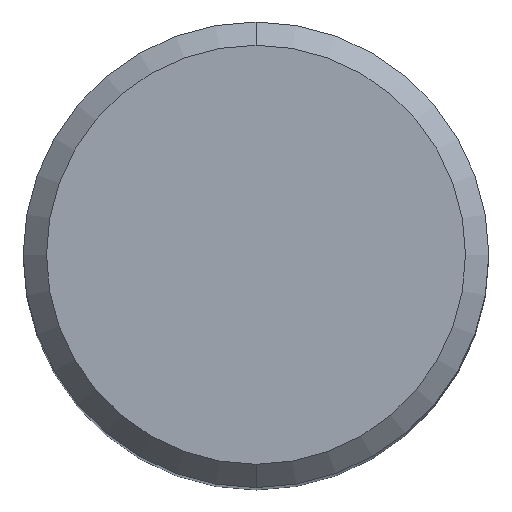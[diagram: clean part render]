
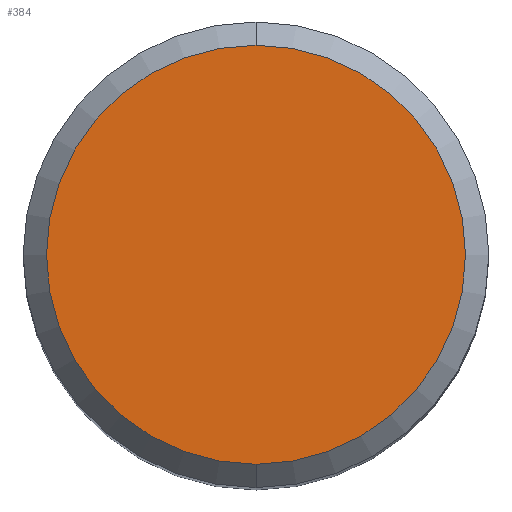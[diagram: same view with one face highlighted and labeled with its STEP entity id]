
A CAD part, top view. The second image highlights one B-rep face of the part: STEP entity #384.
In plain terms, the highlighted planar face has unit normal (0, 0, 1).
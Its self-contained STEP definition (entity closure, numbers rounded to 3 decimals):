
#174=VERTEX_POINT('',#475);
#312=EDGE_CURVE('',#174,#334,#623,.T.);
#334=VERTEX_POINT('',#646);
#342=EDGE_CURVE('',#334,#174,#655,.T.);
#384=ADVANCED_FACE('',(#703),#704,.T.);
#475=CARTESIAN_POINT('',(0.,-7.2,0.0));
#623=CIRCLE('',#1121,7.2);
#646=CARTESIAN_POINT('',(0.0,7.2,0.0));
#655=CIRCLE('',#1214,7.2);
#703=FACE_OUTER_BOUND('',#1296,.T.);
#704=PLANE('',#1297);
#1121=AXIS2_PLACEMENT_3D('',#1618,#1619,#1620);
#1214=AXIS2_PLACEMENT_3D('',#1652,#1653,#1654);
#1296=EDGE_LOOP('',(#1712,#1713));
#1297=AXIS2_PLACEMENT_3D('',#1714,#1715,#1716);
#1618=CARTESIAN_POINT('',(0.0,0.0,0.0));
#1619=DIRECTION('',(0.0,0.0,-1.0));
#1620=DIRECTION('',(0.0,1.0,0.0));
#1652=CARTESIAN_POINT('',(0.0,0.0,0.0));
#1653=DIRECTION('',(0.0,0.0,-1.0));
#1654=DIRECTION('',(0.0,1.0,0.0));
#1712=ORIENTED_EDGE('',*,*,#342,.F.);
#1713=ORIENTED_EDGE('',*,*,#312,.F.);
#1714=CARTESIAN_POINT('',(0.0,3.6,0.0));
#1715=DIRECTION('',(-0.0,0.0,1.0));
#1716=DIRECTION('',(0.0,-1.0,0.0));
